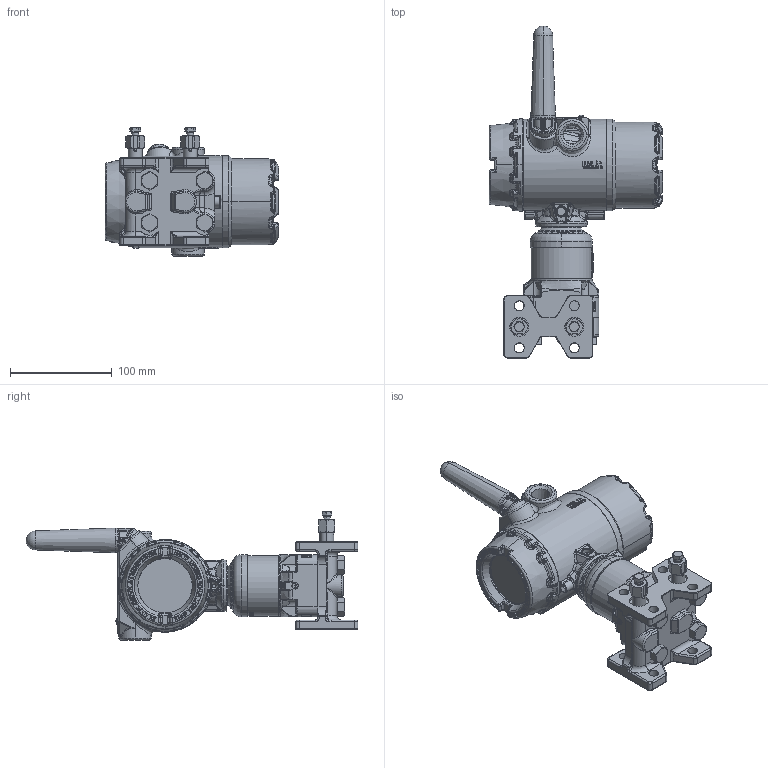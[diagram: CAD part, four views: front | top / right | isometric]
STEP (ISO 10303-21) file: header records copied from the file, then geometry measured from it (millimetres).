
FILE_DESCRIPTION((''),'2;1');
FILE_NAME('GC-3051SXC-DA12X5AD9M_SW0001','2016-06-16T',('johnarm'),('Rosemount Measurement Division'),'PRO/ENGINEER BY PARAMETRIC TECHNOLOGY CORPORATION, 2013430','PRO/ENGINEER BY PARAMETRIC TECHNOLOGY CORPORATION, 2013430','');
FILE_SCHEMA(('CONFIG_CONTROL_DESIGN'));
Products named in the file (1): GC-3051SXC-DA12X5AD9M_SW0001
Bounding box: 170.43 x 325.78 x 125.88 mm (x, y, z)
Surface area: 253059.3 mm2 (no closed solid volume)
Topology: 0 solids, 179 shells, 3042 faces, 11509 edges, 8547 vertices
Faces by surface type: bspline 968, plane 685, cylinder 603, torus 397, cone 254, sphere 131, extrusion 4
Entity records: 159005 total; most frequent: CARTESIAN_POINT 72035, ORIENTED_EDGE 17815, DIRECTION 15431, EDGE_CURVE 11481, VERTEX_POINT 8546, VECTOR 5189, LINE 5185, AXIS2_PLACEMENT_3D 5121
